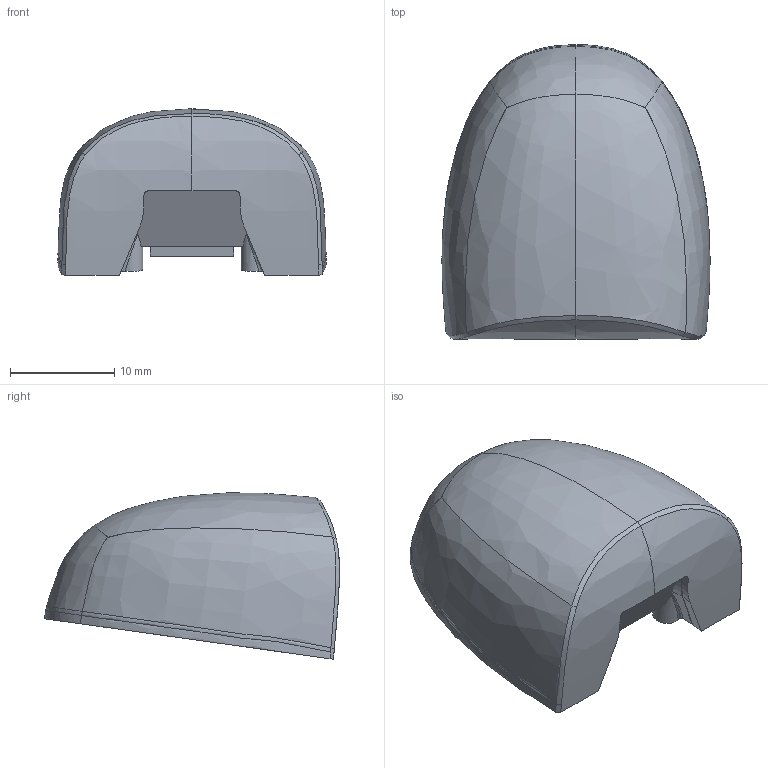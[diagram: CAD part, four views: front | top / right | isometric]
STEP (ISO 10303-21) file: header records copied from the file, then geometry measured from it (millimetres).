
FILE_DESCRIPTION((''),'2;1');
FILE_NAME('PRT0001','2025-07-24T10:10:38',('hesifan'),(''),'CREO PARAMETRIC BY PTC INC, 2022073','CREO PARAMETRIC BY PTC INC, 2022073','');
FILE_SCHEMA(('CONFIG_CONTROL_DESIGN'));
Length unit declared in the file: millimetre
Products named in the file (1): PRT0001
Bounding box: 25.68 x 28.26 x 15.94 mm (x, y, z)
Volume: 6425.3 mm3; surface area: 2909.1 mm2
Topology: 1 solids, 3 shells, 569 faces, 1700 edges, 1129 vertices
Faces by surface type: plane 399, cylinder 116, bspline 40, extrusion 8, torus 6
Entity records: 23704 total; most frequent: CARTESIAN_POINT 8685, ORIENTED_EDGE 3392, DIRECTION 2748, EDGE_CURVE 1696, VECTOR 1288, LINE 1280, VERTEX_POINT 1129, AXIS2_PLACEMENT_3D 730
